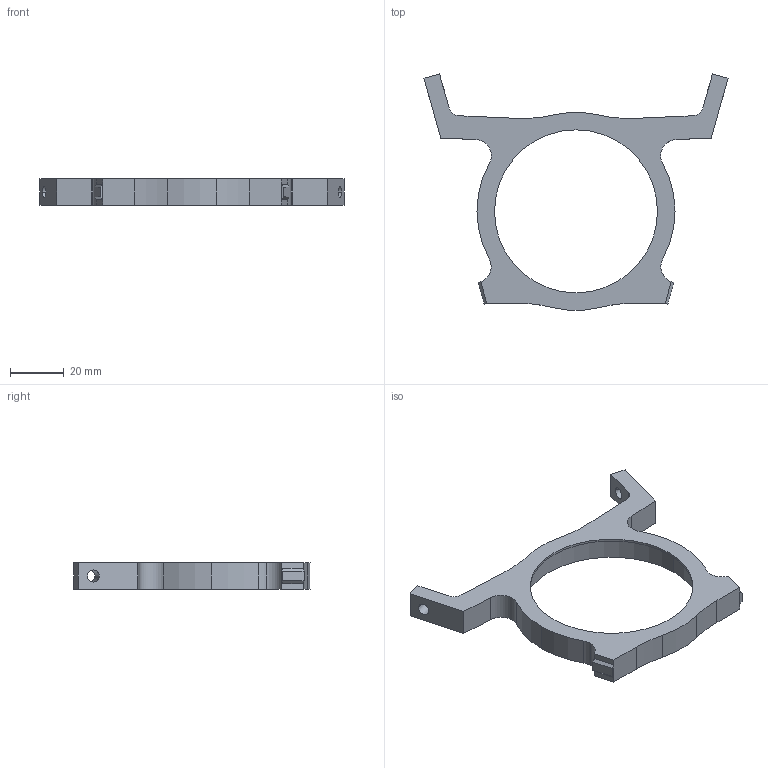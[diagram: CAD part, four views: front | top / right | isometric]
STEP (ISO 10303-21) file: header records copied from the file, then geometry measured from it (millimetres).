
FILE_DESCRIPTION (( 'STEP AP203' ), '1' );
FILE_NAME ('level holder.step', '2020-06-02T18:16:17', ( '' ), ( '' ), 'SwSTEP 2.0', 'SolidWorks 2020', '' );
FILE_SCHEMA (( 'CONFIG_CONTROL_DESIGN' ));
Length unit declared in the file: millimetre
Products named in the file (1): level holder
Bounding box: 112.85 x 87.62 x 10 mm (x, y, z)
Volume: 19423.9 mm3; surface area: 11096.7 mm2
Topology: 1 solids, 1 shells, 54 faces, 145 edges, 94 vertices
Faces by surface type: plane 29, cylinder 25
Entity records: 1784 total; most frequent: DIRECTION 305, CARTESIAN_POINT 294, ORIENTED_EDGE 290, EDGE_CURVE 145, AXIS2_PLACEMENT_3D 105, LINE 95, VECTOR 95, VERTEX_POINT 94
